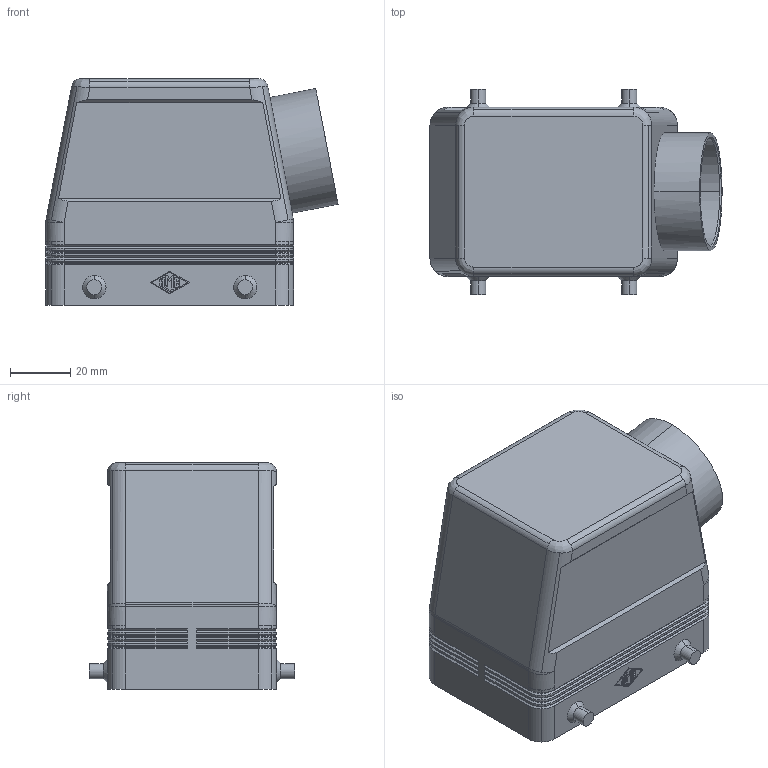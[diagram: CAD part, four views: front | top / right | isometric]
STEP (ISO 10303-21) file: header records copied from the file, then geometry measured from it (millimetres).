
FILE_DESCRIPTION((''),'2;1');
FILE_NAME('CAOW 50.29.stp','2006-12-13T08:20:09',('gembarski'),(''),'Autodesk Inventor 7','Autodesk Inventor 7','');
FILE_SCHEMA(('AUTOMOTIVE_DESIGN { 1 0 10303 214 1 1 1 1 }'));
Length unit declared in the file: millimetre
Products named in the file (1): CAOW 50.29
Bounding box: 96.76 x 68 x 75 mm (x, y, z)
Volume: 76517.8 mm3; surface area: 48851.2 mm2
Topology: 1 solids, 1 shells, 461 faces, 1085 edges, 654 vertices
Faces by surface type: plane 168, cylinder 138, bspline 77, cone 70, torus 4, sphere 4
Entity records: 13736 total; most frequent: CARTESIAN_POINT 3158, DIRECTION 2233, ORIENTED_EDGE 2170, EDGE_CURVE 1085, AXIS2_PLACEMENT_3D 777, VECTOR 679, LINE 679, VERTEX_POINT 654
